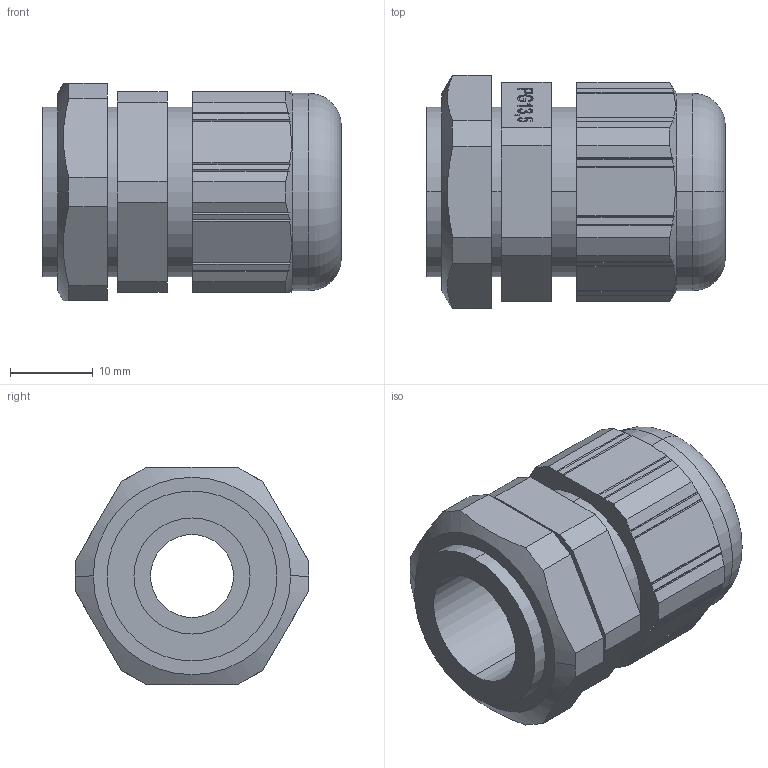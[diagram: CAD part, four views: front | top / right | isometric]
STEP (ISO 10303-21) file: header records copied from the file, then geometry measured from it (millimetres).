
FILE_DESCRIPTION (( 'STEP AP203' ), '1' );
FILE_NAME ('PRENSA CABO STECK PG13,5 S802 LI.STEP', '2017-06-20T14:57:03', ( '' ), ( '' ), 'SwSTEP 2.0', 'SolidWorks 2012', '' );
FILE_SCHEMA (( 'CONFIG_CONTROL_DESIGN' ));
Length unit declared in the file: millimetre
Products named in the file (1): PRENSA CABO STECK PG13,5 S802 LI
Bounding box: 36 x 28.2 x 26.2 mm (x, y, z)
Volume: 12060.2 mm3; surface area: 6694.8 mm2
Topology: 2 solids, 2 shells, 220 faces, 608 edges, 404 vertices
Faces by surface type: plane 158, bspline 42, cylinder 14, cone 4, torus 2
Entity records: 9293 total; most frequent: CARTESIAN_POINT 4043, ORIENTED_EDGE 1216, DIRECTION 816, EDGE_CURVE 608, VERTEX_POINT 404, LINE 390, VECTOR 390, EDGE_LOOP 236
